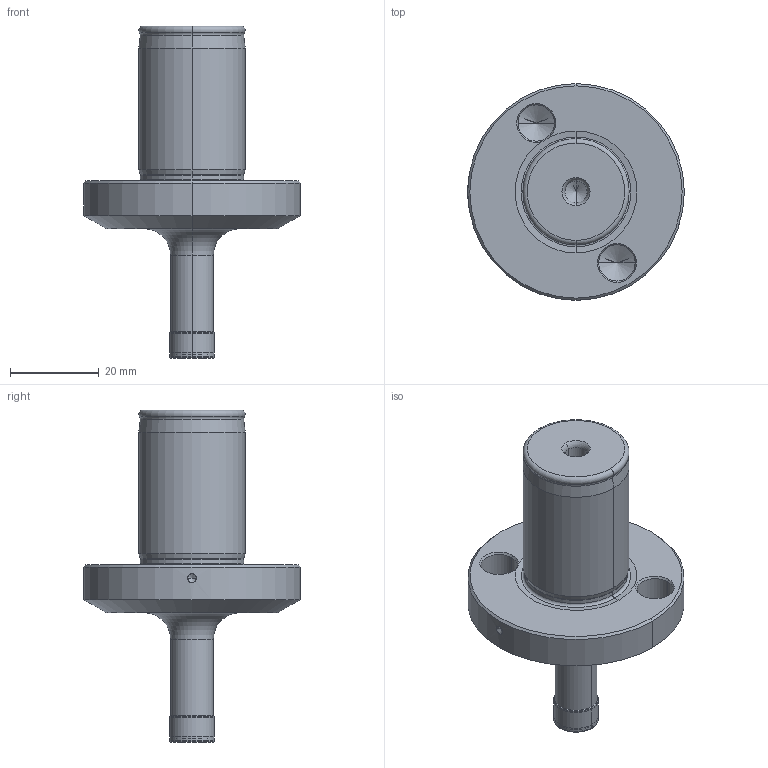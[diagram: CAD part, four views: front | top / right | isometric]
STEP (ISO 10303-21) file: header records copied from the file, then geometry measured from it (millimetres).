
FILE_DESCRIPTION((''),'2;1');
FILE_NAME('12J1D010040Z4R00','2020-03-30T',('schicker'),(''),'CREO PARAMETRIC BY PTC INC, 2017020','CREO PARAMETRIC BY PTC INC, 2017020','');
FILE_SCHEMA(('AUTOMOTIVE_DESIGN { 1 0 10303 214 1 1 1 1 }'));
Length unit declared in the file: millimetre
Products named in the file (3): NOCUT; CUT; 12J1D010040Z4R00
Assembly tree (2 placements, depth 2):
  12J1D010040Z4R00
    NOCUT
    CUT
Bounding box: 48.95 x 48.95 x 75 mm (x, y, z)
Volume: 35906.8 mm3; surface area: 9965.2 mm2
Topology: 2 solids, 2 shells, 105 faces, 219 edges, 114 vertices
Faces by surface type: revolution 46, cone 24, torus 16, cylinder 14, plane 5
Entity records: 6799 total; most frequent: CARTESIAN_POINT 3354, DIRECTION 488, ORIENTED_EDGE 422, PRESENTATION_STYLE_ASSIGNMENT 229, STYLED_ITEM 229, CURVE_STYLE 227, EDGE_CURVE 211, AXIS2_PLACEMENT_3D 198
